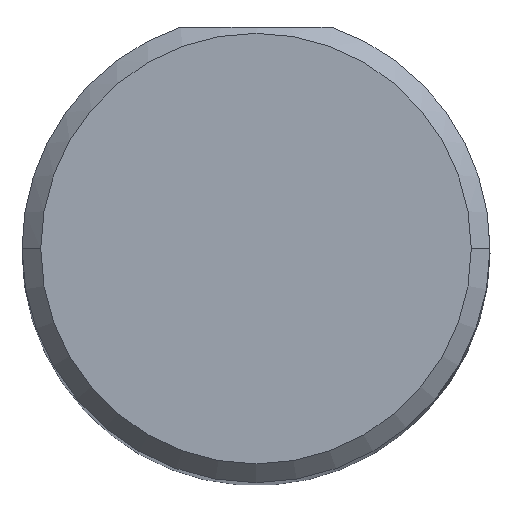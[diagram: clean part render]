
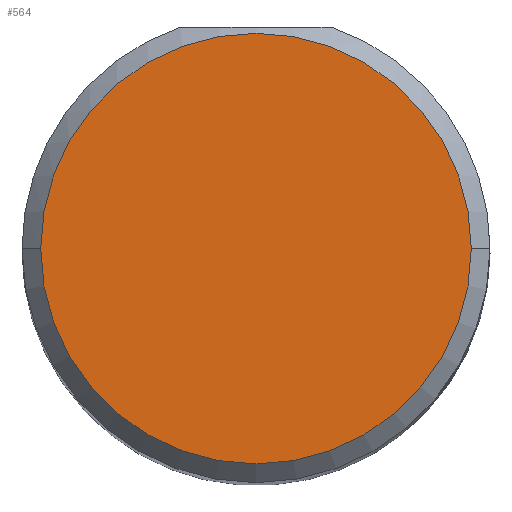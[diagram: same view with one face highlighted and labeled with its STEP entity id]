
A CAD part, top view. The second image highlights one B-rep face of the part: STEP entity #564.
In plain terms, the highlighted planar face has unit normal (0, 0, 1).
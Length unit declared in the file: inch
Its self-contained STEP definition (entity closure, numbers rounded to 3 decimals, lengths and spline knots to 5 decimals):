
#3 = CIRCLE ( 'NONE', #545, 0.1725 ) ;
#40 = DIRECTION ( 'NONE',  ( 0., 0., 1. ) ) ;
#56 = DIRECTION ( 'NONE',  ( 0., 0., 1. ) ) ;
#94 = ORIENTED_EDGE ( 'NONE', *, *, #330, .T. ) ;
#105 = VERTEX_POINT ( 'NONE', #170 ) ;
#106 = CIRCLE ( 'NONE', #552, 0.1725 ) ;
#110 = DIRECTION ( 'NONE',  ( 1., 0., 0. ) ) ;
#114 = CARTESIAN_POINT ( 'NONE',  ( -0.1725, 0., 2.5 ) ) ;
#145 = EDGE_LOOP ( 'NONE', ( #94, #206 ) ) ;
#170 = CARTESIAN_POINT ( 'NONE',  ( 0.1725, 0., 2.5 ) ) ;
#206 = ORIENTED_EDGE ( 'NONE', *, *, #370, .T. ) ;
#214 = FACE_OUTER_BOUND ( 'NONE', #145, .T. ) ;
#266 = DIRECTION ( 'NONE',  ( 1., 0., 0. ) ) ;
#274 = AXIS2_PLACEMENT_3D ( 'NONE', #528, #359, #266 ) ;
#313 = PLANE ( 'NONE',  #274 ) ;
#324 = CARTESIAN_POINT ( 'NONE',  ( 0., 0., 2.5 ) ) ;
#330 = EDGE_CURVE ( 'NONE', #483, #105, #3, .T. ) ;
#336 = DIRECTION ( 'NONE',  ( 1., 0., 0. ) ) ;
#338 = CARTESIAN_POINT ( 'NONE',  ( 0., 0., 2.5 ) ) ;
#359 = DIRECTION ( 'NONE',  ( 0., 0., 1. ) ) ;
#370 = EDGE_CURVE ( 'NONE', #105, #483, #106, .T. ) ;
#483 = VERTEX_POINT ( 'NONE', #114 ) ;
#528 = CARTESIAN_POINT ( 'NONE',  ( 0., 0., 2.5 ) ) ;
#545 = AXIS2_PLACEMENT_3D ( 'NONE', #324, #56, #110 ) ;
#552 = AXIS2_PLACEMENT_3D ( 'NONE', #338, #40, #336 ) ;
#564 = ADVANCED_FACE ( 'NONE', ( #214 ), #313, .T. ) ;
